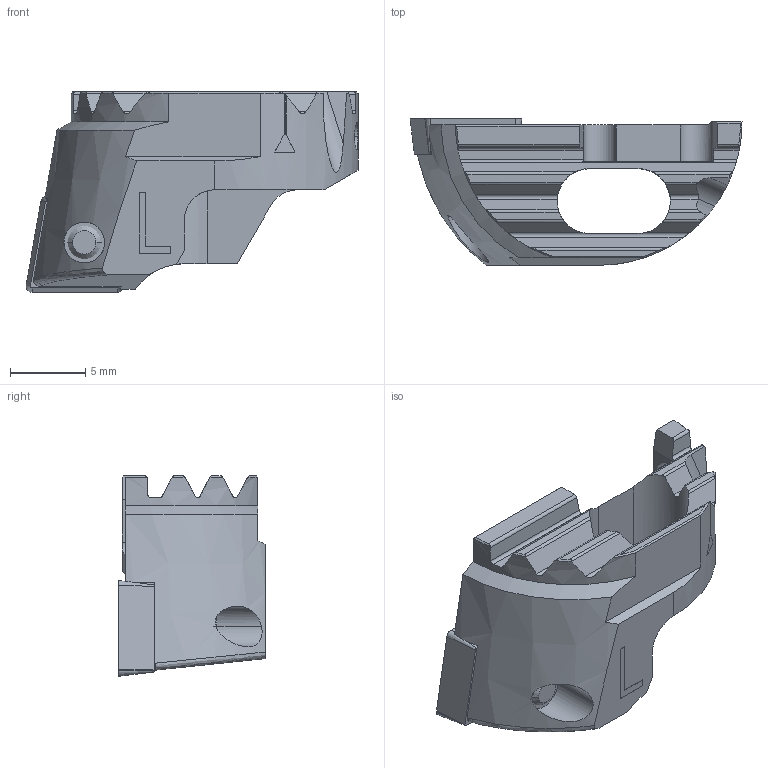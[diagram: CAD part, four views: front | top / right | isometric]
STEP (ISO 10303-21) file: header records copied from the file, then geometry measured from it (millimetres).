
FILE_DESCRIPTION(('no description'),'unknown implementation level');
FILE_NAME('D4D3504E-351B-4FC2-92CC-9BF25D2E5D74_export.stp',' ',('CIMSOURCE GmbH'),('CADClick - KiM GmbH - www.kimweb.de'),'unknown preprocess','ACIS','unknown authorization');
FILE_SCHEMA(('automotive_design'));
Length unit declared in the file: millimetre
Products named in the file (3): 639.416 Kaiser 25-31 SW20 CC06 L|654.852 Kaiser CCMT 060204 K20C;Kombinieren1; 639.416 Kaiser 25-31 SW20 CC06 L|694.122 Kaiser ETL M2.5x6.5 T7 IP 10S;Kreismuster1; 639.416 Kaiser 25-31 SW20 CC06 L|639.416 Kaiser 25-31 SW20 CC06 L;Marke
Bounding box: 22 x 9.73 x 13.3 mm (x, y, z)
Volume: 1011.8 mm3; surface area: 1253.6 mm2
Topology: 3 solids, 3 shells, 184 faces, 497 edges, 322 vertices
Faces by surface type: plane 81, cylinder 62, cone 32, torus 8, bspline 1
Entity records: 12750 total; most frequent: CARTESIAN_POINT 2448, STYLED_ITEM 1006, PRESENTATION_STYLE_ASSIGNMENT 1006, COLOUR_RGB 1006, ORIENTED_EDGE 994, DIRECTION 986, EDGE_CURVE 497, CURVE_STYLE 497
